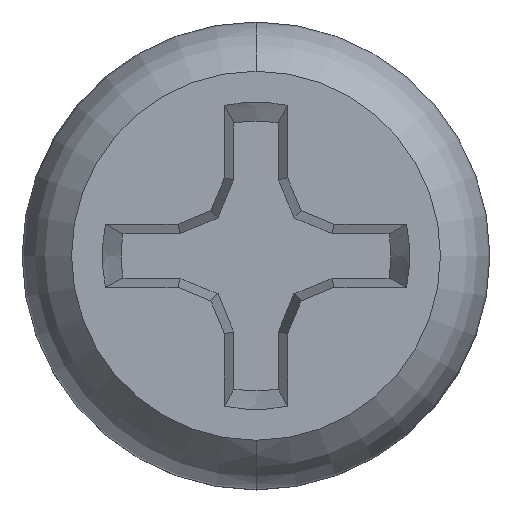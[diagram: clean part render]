
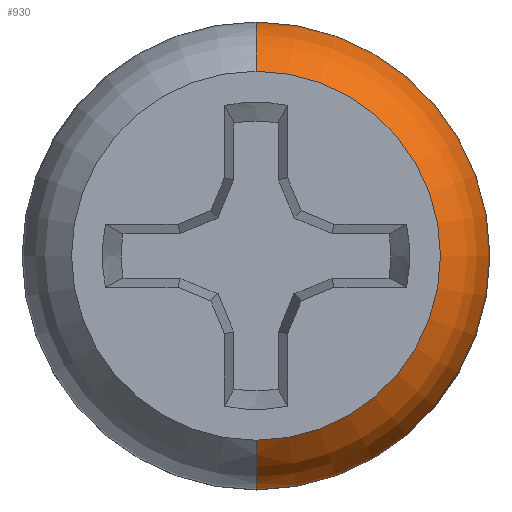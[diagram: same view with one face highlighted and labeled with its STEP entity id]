
A CAD part, top view. The second image highlights one B-rep face of the part: STEP entity #930.
In plain terms, the highlighted toroidal (fillet/blend) face has major radius 0.903 mm and minor radius 0.847 mm.
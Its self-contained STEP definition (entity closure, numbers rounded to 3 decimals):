
#142 = AXIS2_PLACEMENT_3D ( 'NONE', #2501, #2039, #5314 ) ;
#151 = VERTEX_POINT ( 'NONE', #4646 ) ;
#373 = CARTESIAN_POINT ( 'NONE',  ( 0., 0., 0.7 ) ) ;
#514 = AXIS2_PLACEMENT_3D ( 'NONE', #5170, #628, #3912 ) ;
#628 = DIRECTION ( 'NONE',  ( 0., 0., -1. ) ) ;
#802 = DIRECTION ( 'NONE',  ( 0., 1., 0. ) ) ;
#930 = ADVANCED_FACE ( 'NONE', ( #3493 ), #2133, .T. ) ;
#1154 = CIRCLE ( 'NONE', #2367, 0.847 ) ;
#1324 = ORIENTED_EDGE ( 'NONE', *, *, #5352, .F. ) ;
#1805 = DIRECTION ( 'NONE',  ( -1., 0., 0. ) ) ;
#1888 = VERTEX_POINT ( 'NONE', #3895 ) ;
#1898 = CIRCLE ( 'NONE', #5262, 0.847 ) ;
#1974 = EDGE_LOOP ( 'NONE', ( #2732, #3827, #4038, #1324 ) ) ;
#2039 = DIRECTION ( 'NONE',  ( 0., 0., -1. ) ) ;
#2133 = TOROIDAL_SURFACE ( 'NONE', #4325, 0.903, 0.847 ) ;
#2253 = CARTESIAN_POINT ( 'NONE',  ( 0., -1.38, 1.4 ) ) ;
#2339 = CARTESIAN_POINT ( 'NONE',  ( 0., -0.903, 0.7 ) ) ;
#2353 = VERTEX_POINT ( 'NONE', #2253 ) ;
#2367 = AXIS2_PLACEMENT_3D ( 'NONE', #2339, #4002, #3195 ) ;
#2501 = CARTESIAN_POINT ( 'NONE',  ( 0., 0., 1.4 ) ) ;
#2531 = CARTESIAN_POINT ( 'NONE',  ( 0., -1.75, 0.7 ) ) ;
#2732 = ORIENTED_EDGE ( 'NONE', *, *, #4642, .T. ) ;
#2993 = VERTEX_POINT ( 'NONE', #2531 ) ;
#3195 = DIRECTION ( 'NONE',  ( 0., 1., 0. ) ) ;
#3477 = EDGE_CURVE ( 'NONE', #151, #2993, #4669, .T. ) ;
#3493 = FACE_OUTER_BOUND ( 'NONE', #1974, .T. ) ;
#3762 = EDGE_CURVE ( 'NONE', #2353, #2993, #1154, .T. ) ;
#3827 = ORIENTED_EDGE ( 'NONE', *, *, #3762, .T. ) ;
#3895 = CARTESIAN_POINT ( 'NONE',  ( 0., 1.38, 1.4 ) ) ;
#3912 = DIRECTION ( 'NONE',  ( 0., 1., 0. ) ) ;
#3931 = CARTESIAN_POINT ( 'NONE',  ( 0., 0.903, 0.7 ) ) ;
#4002 = DIRECTION ( 'NONE',  ( 1., 0., 0. ) ) ;
#4038 = ORIENTED_EDGE ( 'NONE', *, *, #3477, .F. ) ;
#4122 = DIRECTION ( 'NONE',  ( 0., 0., -1. ) ) ;
#4325 = AXIS2_PLACEMENT_3D ( 'NONE', #373, #4122, #802 ) ;
#4642 = EDGE_CURVE ( 'NONE', #1888, #2353, #5164, .T. ) ;
#4646 = CARTESIAN_POINT ( 'NONE',  ( 0., 1.75, 0.7 ) ) ;
#4669 = CIRCLE ( 'NONE', #514, 1.75 ) ;
#4722 = DIRECTION ( 'NONE',  ( 0., 0., 1. ) ) ;
#5164 = CIRCLE ( 'NONE', #142, 1.38 ) ;
#5170 = CARTESIAN_POINT ( 'NONE',  ( 0., 0., 0.7 ) ) ;
#5262 = AXIS2_PLACEMENT_3D ( 'NONE', #3931, #1805, #4722 ) ;
#5314 = DIRECTION ( 'NONE',  ( 0., 1., 0. ) ) ;
#5352 = EDGE_CURVE ( 'NONE', #1888, #151, #1898, .T. ) ;
